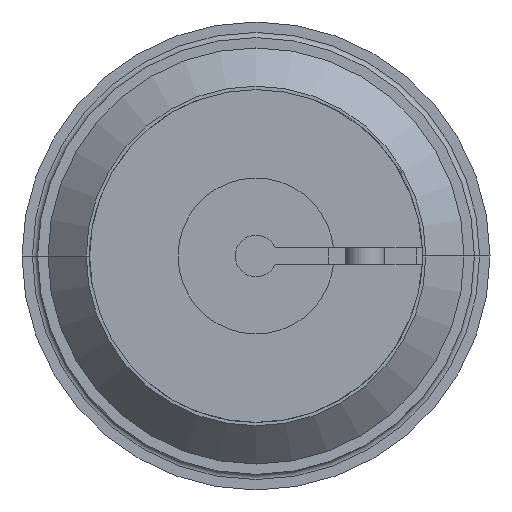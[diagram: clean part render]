
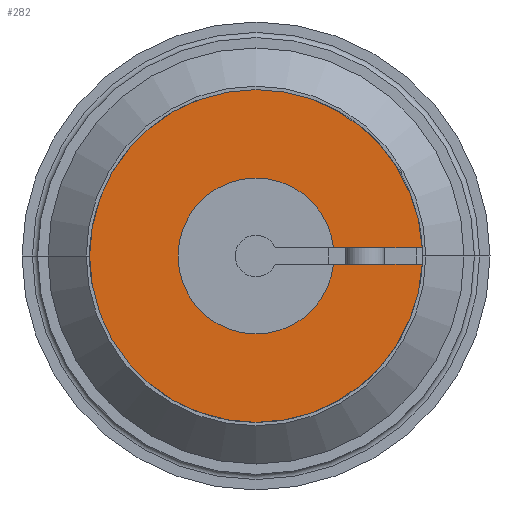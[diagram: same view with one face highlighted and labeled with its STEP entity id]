
A CAD part, left-side view. The second image highlights one B-rep face of the part: STEP entity #282.
In plain terms, the highlighted planar face has unit normal (-1, 0, 0).
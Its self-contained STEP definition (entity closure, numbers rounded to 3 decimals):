
#282=ADVANCED_FACE('NONE',(#678),#679,.T.);
#678=FACE_OUTER_BOUND('',#1231,.T.);
#679=PLANE('',#1232);
#1231=EDGE_LOOP('',(#1867,#1868,#1869,#1870,#1871,#1872,#1873,#1874));
#1232=AXIS2_PLACEMENT_3D('',#1875,#1876,#1877);
#1867=ORIENTED_EDGE('',*,*,#3384,.T.);
#1868=ORIENTED_EDGE('',*,*,#3382,.T.);
#1869=ORIENTED_EDGE('',*,*,#3378,.T.);
#1870=ORIENTED_EDGE('',*,*,#3394,.F.);
#1871=ORIENTED_EDGE('',*,*,#3395,.F.);
#1872=ORIENTED_EDGE('',*,*,#3396,.F.);
#1873=ORIENTED_EDGE('',*,*,#3397,.F.);
#1874=ORIENTED_EDGE('',*,*,#3398,.F.);
#1875=CARTESIAN_POINT('',(0.,-3.0,0.0));
#1876=DIRECTION('',(-1.0,0.,0.));
#1877=DIRECTION('',(0.,0.,-1.0));
#3378=EDGE_CURVE('',#3986,#3991,#3993,.T.);
#3382=EDGE_CURVE('',#3996,#3986,#3999,.T.);
#3384=EDGE_CURVE('',#4001,#3996,#4002,.T.);
#3394=EDGE_CURVE('NONE',#4017,#3991,#4018,.T.);
#3395=EDGE_CURVE('NONE',#4019,#4017,#4020,.T.);
#3396=EDGE_CURVE('NONE',#4021,#4019,#4022,.T.);
#3397=EDGE_CURVE('NONE',#4023,#4021,#4024,.T.);
#3398=EDGE_CURVE('NONE',#4001,#4023,#4025,.T.);
#3986=VERTEX_POINT('',#4875);
#3991=VERTEX_POINT('',#4881);
#3993=CIRCLE('',#4884,7.5);
#3996=VERTEX_POINT('',#4887);
#3999=CIRCLE('',#4891,7.5);
#4001=VERTEX_POINT('',#4893);
#4002=CIRCLE('',#4894,7.5);
#4017=VERTEX_POINT('NONE',#4912);
#4018=LINE('',#4913,#4914);
#4019=VERTEX_POINT('NONE',#4915);
#4020=CIRCLE('',#4916,16.0);
#4021=VERTEX_POINT('NONE',#4917);
#4022=CIRCLE('',#4918,16.0);
#4023=VERTEX_POINT('NONE',#4919);
#4024=CIRCLE('',#4920,16.0);
#4025=LINE('',#4921,#4922);
#4875=CARTESIAN_POINT('',(0.,0.,7.5));
#4881=CARTESIAN_POINT('',(0.0,-7.457,0.8));
#4884=AXIS2_PLACEMENT_3D('',#6310,#6311,#6312);
#4887=CARTESIAN_POINT('',(0.,0.,-7.5));
#4891=AXIS2_PLACEMENT_3D('',#6317,#6318,#6319);
#4893=CARTESIAN_POINT('',(0.0,-7.457,-0.8));
#4894=AXIS2_PLACEMENT_3D('',#6320,#6321,#6322);
#4912=CARTESIAN_POINT('',(0.,-15.98,0.8));
#4913=CARTESIAN_POINT('',(0.,-1.104,0.8));
#4914=VECTOR('',#6338,1000.0);
#4915=CARTESIAN_POINT('',(0.,0.,16.0));
#4916=AXIS2_PLACEMENT_3D('',#6339,#6340,#6341);
#4917=CARTESIAN_POINT('',(0.,0.,-16.0));
#4918=AXIS2_PLACEMENT_3D('',#6342,#6343,#6344);
#4919=CARTESIAN_POINT('',(0.,-15.98,-0.8));
#4920=AXIS2_PLACEMENT_3D('',#6345,#6346,#6347);
#4921=CARTESIAN_POINT('',(0.,-1.104,-0.8));
#4922=VECTOR('',#6348,1000.0);
#6310=CARTESIAN_POINT('',(0.0,0.0,0.0));
#6311=DIRECTION('',(1.0,0.,0.));
#6312=DIRECTION('',(0.,0.,-1.0));
#6317=CARTESIAN_POINT('',(0.0,0.0,0.0));
#6318=DIRECTION('',(1.0,0.,0.));
#6319=DIRECTION('',(0.,0.,-1.0));
#6320=CARTESIAN_POINT('',(0.0,0.0,0.0));
#6321=DIRECTION('',(1.0,0.,0.));
#6322=DIRECTION('',(0.,0.,-1.0));
#6338=DIRECTION('',(0.,1.0,0.0));
#6339=CARTESIAN_POINT('',(0.0,0.0,0.0));
#6340=DIRECTION('',(1.0,0.,0.));
#6341=DIRECTION('',(0.,0.,-1.0));
#6342=CARTESIAN_POINT('',(0.0,0.0,0.0));
#6343=DIRECTION('',(1.0,0.,0.));
#6344=DIRECTION('',(0.,0.,-1.0));
#6345=CARTESIAN_POINT('',(0.0,0.0,0.0));
#6346=DIRECTION('',(1.0,0.,0.));
#6347=DIRECTION('',(0.,0.,-1.0));
#6348=DIRECTION('',(0.,-1.0,0.0));
